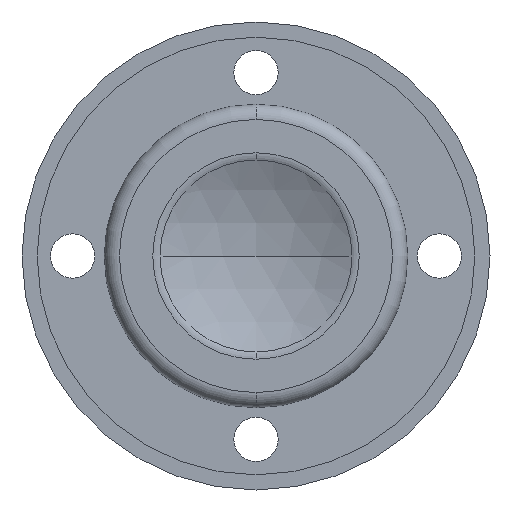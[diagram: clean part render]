
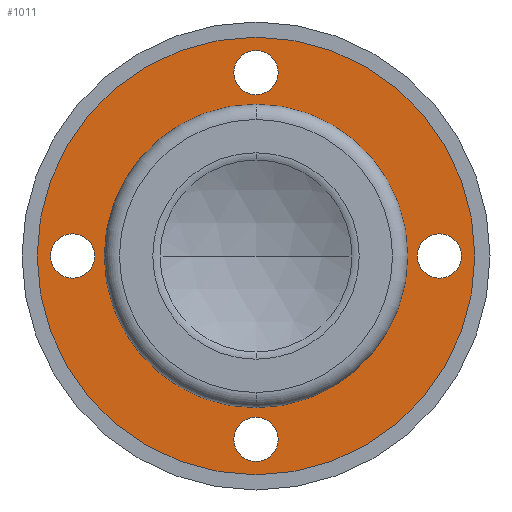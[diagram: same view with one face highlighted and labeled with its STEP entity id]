
A CAD part, front view. The second image highlights one B-rep face of the part: STEP entity #1011.
In plain terms, the highlighted planar face has unit normal (0, -1, 0).
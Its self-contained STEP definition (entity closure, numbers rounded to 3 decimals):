
#2 = CARTESIAN_POINT ( 'NONE',  ( -60., 15., 0. ) ) ;
#9 = DIRECTION ( 'NONE',  ( 0., -1., 0. ) ) ;
#10 = DIRECTION ( 'NONE',  ( 1., 0., 0. ) ) ;
#14 = AXIS2_PLACEMENT_3D ( 'NONE', #57, #1033, #572 ) ;
#30 = CARTESIAN_POINT ( 'NONE',  ( -81.25, 15., 0. ) ) ;
#47 = AXIS2_PLACEMENT_3D ( 'NONE', #146, #796, #151 ) ;
#57 = CARTESIAN_POINT ( 'NONE',  ( 0., 15., 72.5 ) ) ;
#80 = CARTESIAN_POINT ( 'NONE',  ( 72.5, 15., 0. ) ) ;
#81 = EDGE_CURVE ( 'NONE', #910, #913, #865, .T. ) ;
#83 = EDGE_CURVE ( 'NONE', #86, #660, #576, .T. ) ;
#85 = AXIS2_PLACEMENT_3D ( 'NONE', #80, #185, #169 ) ;
#86 = VERTEX_POINT ( 'NONE', #187 ) ;
#98 = VERTEX_POINT ( 'NONE', #667 ) ;
#130 = EDGE_CURVE ( 'NONE', #98, #154, #827, .T. ) ;
#136 = CARTESIAN_POINT ( 'NONE',  ( -72.5, 15., 0. ) ) ;
#146 = CARTESIAN_POINT ( 'NONE',  ( 0., 15., -72.5 ) ) ;
#151 = DIRECTION ( 'NONE',  ( 0., 0., -1. ) ) ;
#154 = VERTEX_POINT ( 'NONE', #1002 ) ;
#160 = ORIENTED_EDGE ( 'NONE', *, *, #512, .F. ) ;
#163 = CARTESIAN_POINT ( 'NONE',  ( 0., 15., -72.5 ) ) ;
#169 = DIRECTION ( 'NONE',  ( 1., 0., 0. ) ) ;
#170 = DIRECTION ( 'NONE',  ( 0., 1., 0. ) ) ;
#183 = ORIENTED_EDGE ( 'NONE', *, *, #861, .F. ) ;
#184 = DIRECTION ( 'NONE',  ( 0., 0., 1. ) ) ;
#185 = DIRECTION ( 'NONE',  ( 0., -1., 0. ) ) ;
#187 = CARTESIAN_POINT ( 'NONE',  ( 63.75, 15., 0. ) ) ;
#194 = CARTESIAN_POINT ( 'NONE',  ( -63.75, 15., 0. ) ) ;
#224 = AXIS2_PLACEMENT_3D ( 'NONE', #1014, #539, #860 ) ;
#237 = CARTESIAN_POINT ( 'NONE',  ( 0., 15., -81.25 ) ) ;
#243 = DIRECTION ( 'NONE',  ( 0., -1., 0. ) ) ;
#247 = AXIS2_PLACEMENT_3D ( 'NONE', #907, #746, #184 ) ;
#258 = DIRECTION ( 'NONE',  ( 0., 0., -1. ) ) ;
#300 = EDGE_LOOP ( 'NONE', ( #990, #994 ) ) ;
#311 = ORIENTED_EDGE ( 'NONE', *, *, #130, .F. ) ;
#323 = FACE_BOUND ( 'NONE', #609, .T. ) ;
#337 = CIRCLE ( 'NONE', #936, 8.75 ) ;
#343 = FACE_BOUND ( 'NONE', #300, .T. ) ;
#346 = DIRECTION ( 'NONE',  ( 0., 0., 1. ) ) ;
#350 = AXIS2_PLACEMENT_3D ( 'NONE', #997, #909, #10 ) ;
#386 = AXIS2_PLACEMENT_3D ( 'NONE', #2, #674, #258 ) ;
#405 = EDGE_LOOP ( 'NONE', ( #1046, #183 ) ) ;
#424 = VERTEX_POINT ( 'NONE', #1029 ) ;
#441 = EDGE_LOOP ( 'NONE', ( #473, #772 ) ) ;
#452 = VERTEX_POINT ( 'NONE', #1034 ) ;
#471 = AXIS2_PLACEMENT_3D ( 'NONE', #678, #170, #584 ) ;
#473 = ORIENTED_EDGE ( 'NONE', *, *, #867, .F. ) ;
#476 = CIRCLE ( 'NONE', #14, 8.75 ) ;
#488 = EDGE_CURVE ( 'NONE', #883, #424, #567, .T. ) ;
#492 = DIRECTION ( 'NONE',  ( 0., -1., 0. ) ) ;
#501 = AXIS2_PLACEMENT_3D ( 'NONE', #506, #736, #833 ) ;
#505 = FACE_BOUND ( 'NONE', #441, .T. ) ;
#506 = CARTESIAN_POINT ( 'NONE',  ( 0., 15., 0. ) ) ;
#511 = CARTESIAN_POINT ( 'NONE',  ( 0., 15., 0. ) ) ;
#512 = EDGE_CURVE ( 'NONE', #424, #883, #513, .T. ) ;
#513 = CIRCLE ( 'NONE', #47, 8.75 ) ;
#534 = EDGE_CURVE ( 'NONE', #799, #726, #1021, .T. ) ;
#537 = EDGE_CURVE ( 'NONE', #660, #86, #890, .T. ) ;
#539 = DIRECTION ( 'NONE',  ( 0., 1., 0. ) ) ;
#567 = CIRCLE ( 'NONE', #697, 8.75 ) ;
#572 = DIRECTION ( 'NONE',  ( 0., 0., 1. ) ) ;
#574 = ORIENTED_EDGE ( 'NONE', *, *, #83, .F. ) ;
#576 = CIRCLE ( 'NONE', #350, 8.75 ) ;
#584 = DIRECTION ( 'NONE',  ( 0., 0., 1. ) ) ;
#599 = DIRECTION ( 'NONE',  ( -1., 0., 0. ) ) ;
#609 = EDGE_LOOP ( 'NONE', ( #574, #900 ) ) ;
#618 = AXIS2_PLACEMENT_3D ( 'NONE', #741, #9, #599 ) ;
#626 = EDGE_CURVE ( 'NONE', #154, #98, #875, .T. ) ;
#660 = VERTEX_POINT ( 'NONE', #662 ) ;
#661 = FACE_BOUND ( 'NONE', #955, .T. ) ;
#662 = CARTESIAN_POINT ( 'NONE',  ( 81.25, 15., 0. ) ) ;
#667 = CARTESIAN_POINT ( 'NONE',  ( 0., 15., 86.5 ) ) ;
#672 = DIRECTION ( 'NONE',  ( 0., 1., 0. ) ) ;
#674 = DIRECTION ( 'NONE',  ( 0., -1., 0. ) ) ;
#678 = CARTESIAN_POINT ( 'NONE',  ( 0., 15., 0. ) ) ;
#685 = CIRCLE ( 'NONE', #224, 60. ) ;
#697 = AXIS2_PLACEMENT_3D ( 'NONE', #163, #492, #964 ) ;
#708 = DIRECTION ( 'NONE',  ( -1., 0., 0. ) ) ;
#726 = VERTEX_POINT ( 'NONE', #30 ) ;
#736 = DIRECTION ( 'NONE',  ( 0., 1., 0. ) ) ;
#741 = CARTESIAN_POINT ( 'NONE',  ( -72.5, 15., 0. ) ) ;
#746 = DIRECTION ( 'NONE',  ( 0., -1., 0. ) ) ;
#758 = AXIS2_PLACEMENT_3D ( 'NONE', #511, #672, #346 ) ;
#765 = EDGE_CURVE ( 'NONE', #913, #910, #685, .T. ) ;
#772 = ORIENTED_EDGE ( 'NONE', *, *, #968, .F. ) ;
#782 = CARTESIAN_POINT ( 'NONE',  ( 0., 15., -60. ) ) ;
#786 = EDGE_LOOP ( 'NONE', ( #311, #943 ) ) ;
#796 = DIRECTION ( 'NONE',  ( 0., -1., 0. ) ) ;
#799 = VERTEX_POINT ( 'NONE', #194 ) ;
#827 = CIRCLE ( 'NONE', #471, 86.5 ) ;
#833 = DIRECTION ( 'NONE',  ( 0., 0., 1. ) ) ;
#838 = FACE_BOUND ( 'NONE', #405, .T. ) ;
#859 = VERTEX_POINT ( 'NONE', #1027 ) ;
#860 = DIRECTION ( 'NONE',  ( 0., 0., 1. ) ) ;
#861 = EDGE_CURVE ( 'NONE', #726, #799, #337, .T. ) ;
#865 = CIRCLE ( 'NONE', #758, 60. ) ;
#867 = EDGE_CURVE ( 'NONE', #859, #452, #476, .T. ) ;
#875 = CIRCLE ( 'NONE', #501, 86.5 ) ;
#883 = VERTEX_POINT ( 'NONE', #237 ) ;
#890 = CIRCLE ( 'NONE', #85, 8.75 ) ;
#891 = CARTESIAN_POINT ( 'NONE',  ( 0., 15., 60. ) ) ;
#898 = CIRCLE ( 'NONE', #247, 8.75 ) ;
#900 = ORIENTED_EDGE ( 'NONE', *, *, #537, .F. ) ;
#907 = CARTESIAN_POINT ( 'NONE',  ( 0., 15., 72.5 ) ) ;
#909 = DIRECTION ( 'NONE',  ( 0., -1., 0. ) ) ;
#910 = VERTEX_POINT ( 'NONE', #891 ) ;
#913 = VERTEX_POINT ( 'NONE', #782 ) ;
#936 = AXIS2_PLACEMENT_3D ( 'NONE', #136, #243, #708 ) ;
#943 = ORIENTED_EDGE ( 'NONE', *, *, #626, .F. ) ;
#955 = EDGE_LOOP ( 'NONE', ( #160, #1035 ) ) ;
#964 = DIRECTION ( 'NONE',  ( 0., 0., -1. ) ) ;
#968 = EDGE_CURVE ( 'NONE', #452, #859, #898, .T. ) ;
#990 = ORIENTED_EDGE ( 'NONE', *, *, #81, .T. ) ;
#994 = ORIENTED_EDGE ( 'NONE', *, *, #765, .T. ) ;
#995 = PLANE ( 'NONE',  #386 ) ;
#997 = CARTESIAN_POINT ( 'NONE',  ( 72.5, 15., 0. ) ) ;
#999 = FACE_OUTER_BOUND ( 'NONE', #786, .T. ) ;
#1002 = CARTESIAN_POINT ( 'NONE',  ( 0., 15., -86.5 ) ) ;
#1011 = ADVANCED_FACE ( 'NONE', ( #838, #505, #323, #661, #343, #999 ), #995, .T. ) ;
#1014 = CARTESIAN_POINT ( 'NONE',  ( 0., 15., 0. ) ) ;
#1021 = CIRCLE ( 'NONE', #618, 8.75 ) ;
#1027 = CARTESIAN_POINT ( 'NONE',  ( 0., 15., 63.75 ) ) ;
#1029 = CARTESIAN_POINT ( 'NONE',  ( 0., 15., -63.75 ) ) ;
#1033 = DIRECTION ( 'NONE',  ( 0., -1., 0. ) ) ;
#1034 = CARTESIAN_POINT ( 'NONE',  ( 0., 15., 81.25 ) ) ;
#1035 = ORIENTED_EDGE ( 'NONE', *, *, #488, .F. ) ;
#1046 = ORIENTED_EDGE ( 'NONE', *, *, #534, .F. ) ;
